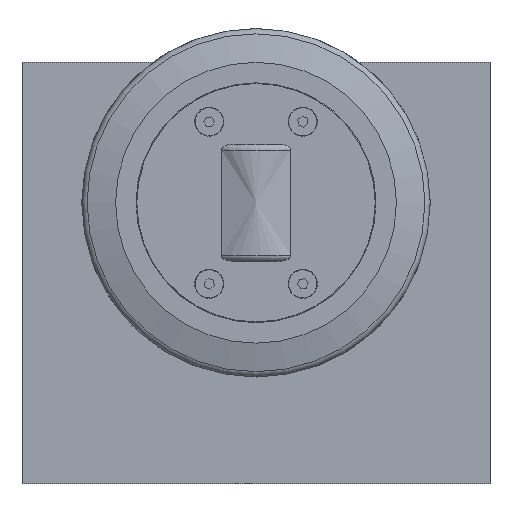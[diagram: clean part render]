
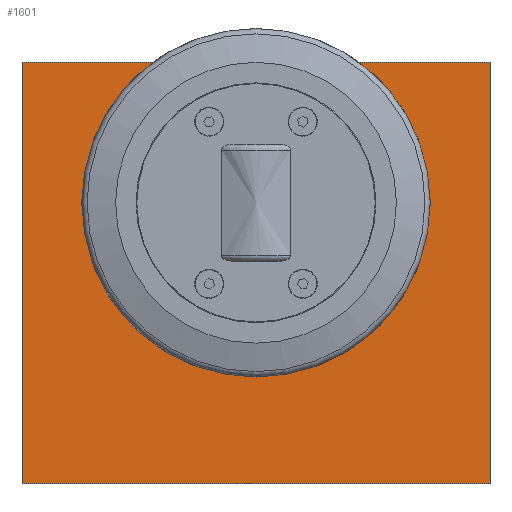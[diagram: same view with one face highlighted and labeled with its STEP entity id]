
A CAD part, front view. The second image highlights one B-rep face of the part: STEP entity #1601.
In plain terms, the highlighted planar face has unit normal (0, -1, 0).
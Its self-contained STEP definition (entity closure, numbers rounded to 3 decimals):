
#55=FACE_BOUND('',#278,.T.);
#112=CIRCLE('',#1744,51.);
#185=FACE_OUTER_BOUND('',#277,.T.);
#277=EDGE_LOOP('',(#1211,#1212,#1213,#1214));
#278=EDGE_LOOP('',(#1215));
#409=LINE('',#2544,#559);
#410=LINE('',#2546,#560);
#411=LINE('',#2548,#561);
#412=LINE('',#2549,#562);
#559=VECTOR('',#2043,10.);
#560=VECTOR('',#2044,10.);
#561=VECTOR('',#2045,10.);
#562=VECTOR('',#2046,10.);
#719=VERTEX_POINT('',#2538);
#720=VERTEX_POINT('',#2542);
#721=VERTEX_POINT('',#2543);
#722=VERTEX_POINT('',#2545);
#723=VERTEX_POINT('',#2547);
#909=EDGE_CURVE('',#719,#719,#112,.T.);
#910=EDGE_CURVE('',#720,#721,#409,.T.);
#911=EDGE_CURVE('',#722,#721,#410,.T.);
#912=EDGE_CURVE('',#723,#722,#411,.T.);
#913=EDGE_CURVE('',#723,#720,#412,.T.);
#1211=ORIENTED_EDGE('',*,*,#910,.T.);
#1212=ORIENTED_EDGE('',*,*,#911,.F.);
#1213=ORIENTED_EDGE('',*,*,#912,.F.);
#1214=ORIENTED_EDGE('',*,*,#913,.T.);
#1215=ORIENTED_EDGE('',*,*,#909,.T.);
#1533=PLANE('',#1745);
#1601=ADVANCED_FACE('',(#185,#55),#1533,.T.);
#1744=AXIS2_PLACEMENT_3D('',#2540,#2039,#2040);
#1745=AXIS2_PLACEMENT_3D('',#2541,#2041,#2042);
#2039=DIRECTION('center_axis',(0.,1.,0.));
#2040=DIRECTION('ref_axis',(0.,0.,
1.));
#2041=DIRECTION('center_axis',(0.,-1.,0.));
#2042=DIRECTION('ref_axis',(0.,0.,-1.));
#2043=DIRECTION('',(0.,0.,1.));
#2044=DIRECTION('',(1.,0.,0.));
#2045=DIRECTION('',(0.,0.,1.));
#2046=DIRECTION('',(1.,0.,0.));
#2538=CARTESIAN_POINT('',(100.,0.,69.));
#2540=CARTESIAN_POINT('Origin',(100.,0.,120.));
#2541=CARTESIAN_POINT('Origin',(0.,0.,0.));
#2542=CARTESIAN_POINT('',(200.,0.,0.));
#2543=CARTESIAN_POINT('',(200.,0.,180.));
#2544=CARTESIAN_POINT('',(200.,0.,0.));
#2545=CARTESIAN_POINT('',(0.,0.,180.));
#2546=CARTESIAN_POINT('',(0.,0.,180.));
#2547=CARTESIAN_POINT('',(0.,0.,0.));
#2548=CARTESIAN_POINT('',(0.,0.,0.));
#2549=CARTESIAN_POINT('',(0.,0.,0.));
